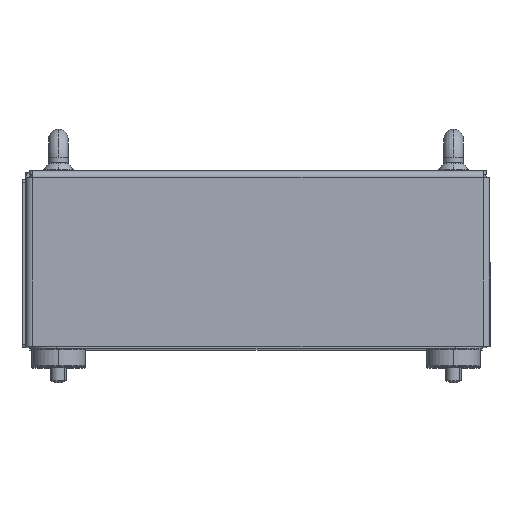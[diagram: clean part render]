
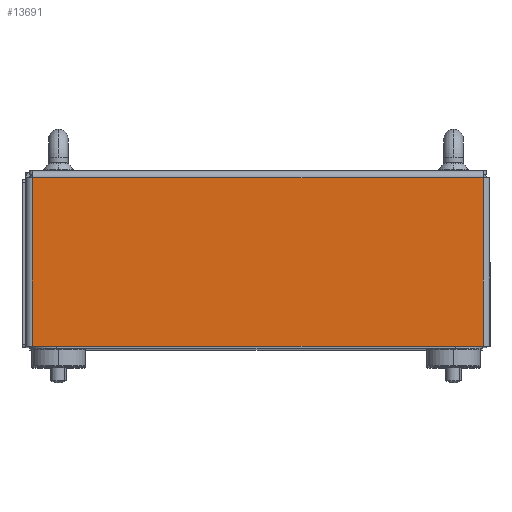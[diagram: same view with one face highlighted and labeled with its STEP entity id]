
A CAD part, top view. The second image highlights one B-rep face of the part: STEP entity #13691.
In plain terms, the highlighted face is planar.
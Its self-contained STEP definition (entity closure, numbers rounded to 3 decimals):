
#489 = VECTOR ( 'NONE', #18632, 1000. ) ;
#2049 = VERTEX_POINT ( 'NONE', #15588 ) ;
#2662 = LINE ( 'NONE', #17319, #20781 ) ;
#2673 = ORIENTED_EDGE ( 'NONE', *, *, #19144, .T. ) ;
#3130 = CARTESIAN_POINT ( 'NONE',  ( -59.5, 0., -1. ) ) ;
#3300 = LINE ( 'NONE', #19806, #6815 ) ;
#3581 = EDGE_LOOP ( 'NONE', ( #14520, #2673, #5046, #15146 ) ) ;
#3952 = DIRECTION ( 'NONE',  ( 0., -1., 0. ) ) ;
#4168 = VECTOR ( 'NONE', #6754, 1000. ) ;
#4565 = DIRECTION ( 'NONE',  ( 1., 0., 0. ) ) ;
#5046 = ORIENTED_EDGE ( 'NONE', *, *, #13839, .T. ) ;
#5232 = LINE ( 'NONE', #10548, #489 ) ;
#5790 = VERTEX_POINT ( 'NONE', #18129 ) ;
#6754 = DIRECTION ( 'NONE',  ( 1., 0., 0. ) ) ;
#6815 = VECTOR ( 'NONE', #3952, 1000. ) ;
#7817 = EDGE_CURVE ( 'NONE', #5790, #2049, #2662, .T. ) ;
#9529 = DIRECTION ( 'NONE',  ( 0., 0., -1. ) ) ;
#10548 = CARTESIAN_POINT ( 'NONE',  ( -58.763, 0., -1. ) ) ;
#11840 = VERTEX_POINT ( 'NONE', #18251 ) ;
#12097 = AXIS2_PLACEMENT_3D ( 'NONE', #3130, #9529, #12896 ) ;
#12266 = LINE ( 'NONE', #16471, #4168 ) ;
#12896 = DIRECTION ( 'NONE',  ( -1., 0., 0. ) ) ;
#13691 = ADVANCED_FACE ( 'NONE', ( #15545 ), #14437, .T. ) ;
#13839 = EDGE_CURVE ( 'NONE', #19585, #11840, #12266, .T. ) ;
#14437 = PLANE ( 'NONE',  #12097 ) ;
#14520 = ORIENTED_EDGE ( 'NONE', *, *, #7817, .F. ) ;
#15146 = ORIENTED_EDGE ( 'NONE', *, *, #17427, .T. ) ;
#15545 = FACE_OUTER_BOUND ( 'NONE', #3581, .T. ) ;
#15588 = CARTESIAN_POINT ( 'NONE',  ( 58.763, 0., -1. ) ) ;
#16471 = CARTESIAN_POINT ( 'NONE',  ( -59.5, 43.963, -1. ) ) ;
#16836 = CARTESIAN_POINT ( 'NONE',  ( -58.763, 43.963, -1. ) ) ;
#17319 = CARTESIAN_POINT ( 'NONE',  ( -59.5, 0., -1. ) ) ;
#17427 = EDGE_CURVE ( 'NONE', #11840, #2049, #3300, .T. ) ;
#18129 = CARTESIAN_POINT ( 'NONE',  ( -58.763, 0., -1. ) ) ;
#18251 = CARTESIAN_POINT ( 'NONE',  ( 58.763, 43.963, -1. ) ) ;
#18632 = DIRECTION ( 'NONE',  ( 0., 1., 0. ) ) ;
#19144 = EDGE_CURVE ( 'NONE', #5790, #19585, #5232, .T. ) ;
#19585 = VERTEX_POINT ( 'NONE', #16836 ) ;
#19806 = CARTESIAN_POINT ( 'NONE',  ( 58.763, 43.963, -1. ) ) ;
#20781 = VECTOR ( 'NONE', #4565, 1000. ) ;
